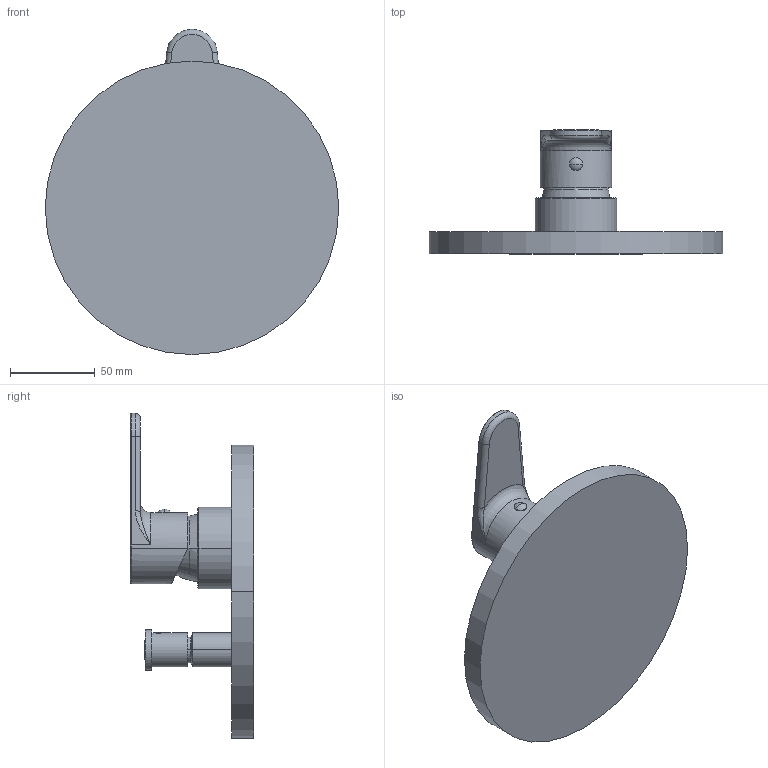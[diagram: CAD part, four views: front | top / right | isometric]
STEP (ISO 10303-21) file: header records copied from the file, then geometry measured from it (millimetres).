
FILE_DESCRIPTION((''),'2;1');
FILE_NAME('GRBOX015CR','2021-01-14T13:42:42',('ut3'),('PAFFONI SpA'),'CREO PARAMETRIC BY PTC INC, 2020044','CREO PARAMETRIC BY PTC INC, 2020044','');
FILE_SCHEMA(('CONFIG_CONTROL_DESIGN','SHAPE_APPEARANCE_LAYERS_GROUPS'));
Length unit declared in the file: millimetre
Products named in the file (1): GRBOX015CR
Bounding box: 173 x 72.8 x 191.64 mm (x, y, z)
Volume: 362014.3 mm3; surface area: 83193.7 mm2
Topology: 2 solids, 2 shells, 137 faces, 331 edges, 202 vertices
Faces by surface type: cylinder 53, plane 49, cone 25, bspline 4, torus 4, sphere 2
Entity records: 5638 total; most frequent: CARTESIAN_POINT 1433, DIRECTION 670, ORIENTED_EDGE 654, EDGE_CURVE 327, AXIS2_PLACEMENT_3D 255, VERTEX_POINT 202, VECTOR 160, LINE 160
